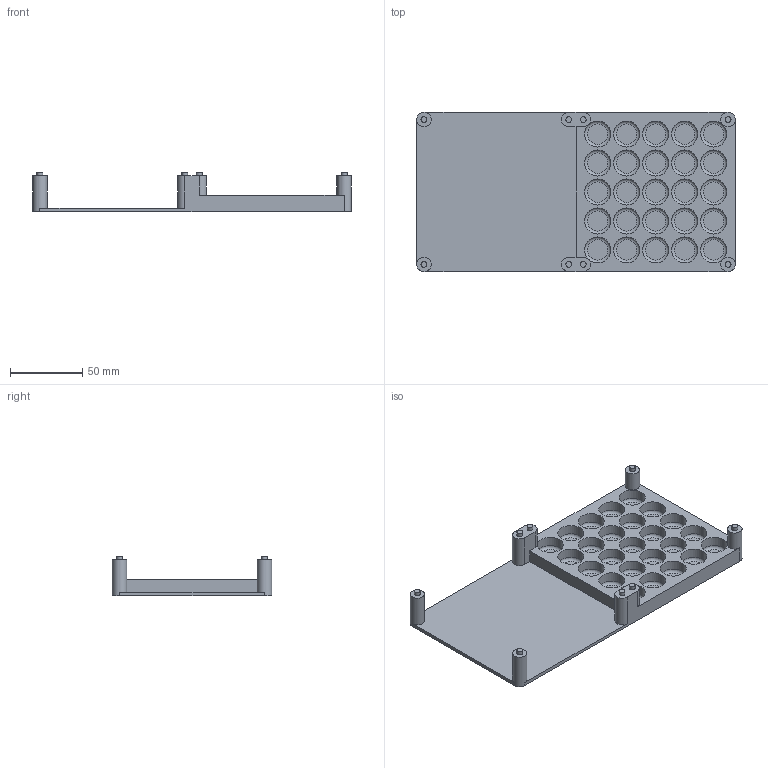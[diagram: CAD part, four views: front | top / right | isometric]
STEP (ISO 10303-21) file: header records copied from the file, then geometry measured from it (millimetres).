
FILE_DESCRIPTION(/* description */ (''),/* implementation_level */ '2;1');
FILE_NAME(/* name */ 'tuberack_1.step',/* time_stamp */ '2024-10-10T17:46:03+02:00',/* author */ (''),/* organization */ (''),/* preprocessor_version */ 'ST-DEVELOPER v20',/* originating_system */ 'Autodesk Translation Framework v13.20.0.188',/* authorisation */ '');
FILE_SCHEMA (('AUTOMOTIVE_DESIGN { 1 0 10303 214 3 1 1 }'));
Length unit declared in the file: millimetre
Products named in the file (1): portaprovette
Bounding box: 220 x 110 x 27.5 mm (x, y, z)
Volume: 125481.2 mm3; surface area: 69556.7 mm2
Topology: 1 solids, 1 shells, 115 faces, 213 edges, 133 vertices
Faces by surface type: plane 49, cylinder 41, torus 25
Full cylindrical faces by diameter (mm): 4 x8, 10 x4, 18 x25
Entity records: 2929 total; most frequent: DIRECTION 583, CARTESIAN_POINT 462, ORIENTED_EDGE 426, AXIS2_PLACEMENT_3D 254, EDGE_CURVE 213, EDGE_LOOP 148, CIRCLE 138, VERTEX_POINT 133
